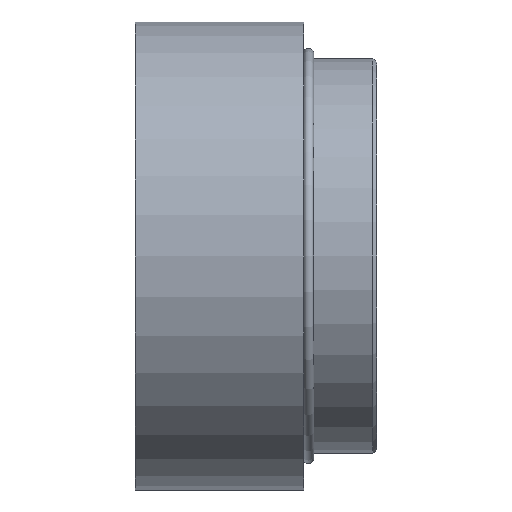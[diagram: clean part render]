
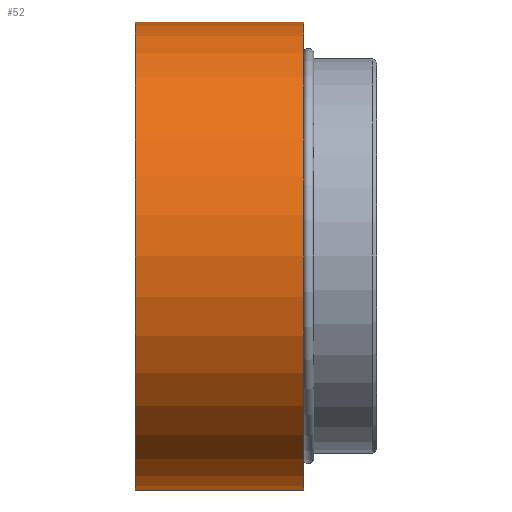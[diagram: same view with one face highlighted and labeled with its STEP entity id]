
A CAD part, left-side view. The second image highlights one B-rep face of the part: STEP entity #52.
In plain terms, the highlighted cylindrical face has radius 32 mm (diameter 64 mm), a partial arc.
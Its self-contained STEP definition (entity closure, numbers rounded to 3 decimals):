
#15 = CIRCLE ( 'NONE', #543, 32. ) ;
#21 = CIRCLE ( 'NONE', #532, 32. ) ;
#22 = EDGE_CURVE ( 'NONE', #306, #106, #21, .T. ) ;
#28 = EDGE_CURVE ( 'NONE', #99, #304, #15, .T. ) ;
#52 = ADVANCED_FACE ( 'NONE', ( #528 ), #529, .T. ) ;
#68 = EDGE_CURVE ( 'NONE', #304, #106, #152, .T. ) ;
#78 = EDGE_CURVE ( 'NONE', #99, #306, #182, .T. ) ;
#99 = VERTEX_POINT ( 'NONE', #214 ) ;
#106 = VERTEX_POINT ( 'NONE', #221 ) ;
#126 = EDGE_LOOP ( 'NONE', ( #576, #575, #573, #145 ) ) ;
#145 = ORIENTED_EDGE ( 'NONE', *, *, #22, .F. ) ;
#152 = LINE ( 'NONE', #153, #497 ) ;
#153 = CARTESIAN_POINT ( 'NONE',  ( 0., -10.273, -32. ) ) ;
#154 = DIRECTION ( 'NONE',  ( 0., -1., 0. ) ) ;
#182 = LINE ( 'NONE', #183, #485 ) ;
#183 = CARTESIAN_POINT ( 'NONE',  ( 0., -10.273, 32. ) ) ;
#184 = DIRECTION ( 'NONE',  ( 0., -1., 0. ) ) ;
#214 = CARTESIAN_POINT ( 'NONE',  ( 0., 16., 32. ) ) ;
#221 = CARTESIAN_POINT ( 'NONE',  ( 0., -7., -32. ) ) ;
#226 = CARTESIAN_POINT ( 'NONE',  ( 0., 16., -32. ) ) ;
#228 = CARTESIAN_POINT ( 'NONE',  ( 0., -7., 32. ) ) ;
#304 = VERTEX_POINT ( 'NONE', #226 ) ;
#306 = VERTEX_POINT ( 'NONE', #228 ) ;
#309 = CARTESIAN_POINT ( 'NONE',  ( 0., -7., 0. ) ) ;
#310 = DIRECTION ( 'NONE',  ( 0., -1., 0. ) ) ;
#311 = DIRECTION ( 'NONE',  ( 0., 0., -1. ) ) ;
#327 = CARTESIAN_POINT ( 'NONE',  ( 0., 16., 0. ) ) ;
#328 = DIRECTION ( 'NONE',  ( 0., -1., 0. ) ) ;
#329 = DIRECTION ( 'NONE',  ( 0., 0., -1. ) ) ;
#402 = CARTESIAN_POINT ( 'NONE',  ( 0., -10.273, 0. ) ) ;
#403 = DIRECTION ( 'NONE',  ( 0., -1., 0. ) ) ;
#404 = DIRECTION ( 'NONE',  ( 0., 0., -1. ) ) ;
#485 = VECTOR ( 'NONE', #184, 1000. ) ;
#497 = VECTOR ( 'NONE', #154, 1000. ) ;
#523 = AXIS2_PLACEMENT_3D ( 'NONE', #402, #403, #404 ) ;
#528 = FACE_OUTER_BOUND ( 'NONE', #126, .T. ) ;
#529 = CYLINDRICAL_SURFACE ( 'NONE', #523, 32. ) ;
#532 = AXIS2_PLACEMENT_3D ( 'NONE', #309, #310, #311 ) ;
#543 = AXIS2_PLACEMENT_3D ( 'NONE', #327, #328, #329 ) ;
#573 = ORIENTED_EDGE ( 'NONE', *, *, #68, .T. ) ;
#575 = ORIENTED_EDGE ( 'NONE', *, *, #28, .T. ) ;
#576 = ORIENTED_EDGE ( 'NONE', *, *, #78, .F. ) ;
